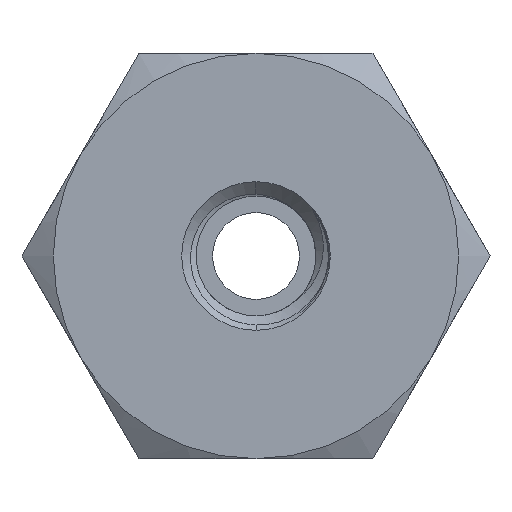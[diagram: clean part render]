
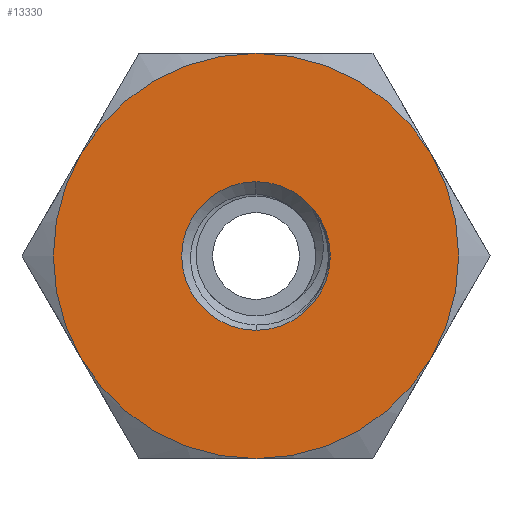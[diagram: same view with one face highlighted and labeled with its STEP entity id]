
A CAD part, front view. The second image highlights one B-rep face of the part: STEP entity #13330.
In plain terms, the highlighted planar face has unit normal (0, -1, 0).
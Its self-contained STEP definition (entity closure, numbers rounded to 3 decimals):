
#5 = CARTESIAN_POINT ( 'NONE',  ( 0., -11.22, -2.567 ) ) ;
#244 = ORIENTED_EDGE ( 'NONE', *, *, #303, .F. ) ;
#303 = EDGE_CURVE ( 'NONE', #21415, #16687, #13060, .T. ) ;
#444 = FACE_OUTER_BOUND ( 'NONE', #932, .T. ) ;
#804 = DIRECTION ( 'NONE',  ( 0., 1., 0. ) ) ;
#932 = EDGE_LOOP ( 'NONE', ( #17886, #11128, #244, #22333, #22300, #9976 ) ) ;
#1569 = CARTESIAN_POINT ( 'NONE',  ( 6.062, -11.22, -3.5 ) ) ;
#1572 = CARTESIAN_POINT ( 'NONE',  ( 0., -11.22, 0. ) ) ;
#1695 = AXIS2_PLACEMENT_3D ( 'NONE', #1572, #14743, #3466 ) ;
#1783 = DIRECTION ( 'NONE',  ( 0., 1., 0. ) ) ;
#2075 = EDGE_LOOP ( 'NONE', ( #11964, #19258 ) ) ;
#2915 = DIRECTION ( 'NONE',  ( 0., 1., 0. ) ) ;
#2962 = AXIS2_PLACEMENT_3D ( 'NONE', #22303, #11091, #24189 ) ;
#3204 = DIRECTION ( 'NONE',  ( 0., 0., 1. ) ) ;
#3466 = DIRECTION ( 'NONE',  ( 0., 0., -1. ) ) ;
#4161 = CARTESIAN_POINT ( 'NONE',  ( 0., -11.22, -7. ) ) ;
#4285 = EDGE_CURVE ( 'NONE', #16918, #10630, #22835, .T. ) ;
#4559 = VERTEX_POINT ( 'NONE', #6273 ) ;
#4797 = EDGE_CURVE ( 'NONE', #10630, #16918, #23367, .T. ) ;
#5078 = CARTESIAN_POINT ( 'NONE',  ( 0., -11.22, 0. ) ) ;
#5091 = DIRECTION ( 'NONE',  ( 0., 1., 0. ) ) ;
#5109 = CARTESIAN_POINT ( 'NONE',  ( 0., -11.22, 0. ) ) ;
#5524 = EDGE_CURVE ( 'NONE', #11375, #15961, #15197, .T. ) ;
#5677 = AXIS2_PLACEMENT_3D ( 'NONE', #12073, #804, #13977 ) ;
#6273 = CARTESIAN_POINT ( 'NONE',  ( 6.062, -11.22, 3.5 ) ) ;
#6992 = DIRECTION ( 'NONE',  ( 0., 0., 1. ) ) ;
#7424 = CARTESIAN_POINT ( 'NONE',  ( 0., -11.22, 0. ) ) ;
#7527 = CIRCLE ( 'NONE', #17329, 7. ) ;
#8779 = CIRCLE ( 'NONE', #5677, 7. ) ;
#9275 = DIRECTION ( 'NONE',  ( 0., 0., 1. ) ) ;
#9976 = ORIENTED_EDGE ( 'NONE', *, *, #20917, .F. ) ;
#10504 = EDGE_CURVE ( 'NONE', #16687, #10997, #16210, .T. ) ;
#10617 = AXIS2_PLACEMENT_3D ( 'NONE', #7424, #20508, #9275 ) ;
#10630 = VERTEX_POINT ( 'NONE', #5 ) ;
#10997 = VERTEX_POINT ( 'NONE', #23657 ) ;
#11037 = CARTESIAN_POINT ( 'NONE',  ( -6.062, -11.22, 3.5 ) ) ;
#11091 = DIRECTION ( 'NONE',  ( 0., 1., 0. ) ) ;
#11128 = ORIENTED_EDGE ( 'NONE', *, *, #10504, .F. ) ;
#11242 = AXIS2_PLACEMENT_3D ( 'NONE', #5109, #18225, #6992 ) ;
#11375 = VERTEX_POINT ( 'NONE', #4161 ) ;
#11964 = ORIENTED_EDGE ( 'NONE', *, *, #4797, .T. ) ;
#11998 = EDGE_CURVE ( 'NONE', #10997, #4559, #20752, .T. ) ;
#12073 = CARTESIAN_POINT ( 'NONE',  ( 0., -11.22, 0. ) ) ;
#13055 = CARTESIAN_POINT ( 'NONE',  ( 0., -11.22, 0. ) ) ;
#13060 = CIRCLE ( 'NONE', #15150, 7. ) ;
#13330 = ADVANCED_FACE ( 'NONE', ( #20408, #444 ), #23661, .F. ) ;
#13977 = DIRECTION ( 'NONE',  ( 0., 0., 1. ) ) ;
#14149 = CARTESIAN_POINT ( 'NONE',  ( -6.062, -11.22, -3.5 ) ) ;
#14176 = CARTESIAN_POINT ( 'NONE',  ( 0., -11.22, 0. ) ) ;
#14526 = EDGE_CURVE ( 'NONE', #11375, #21415, #8779, .T. ) ;
#14743 = DIRECTION ( 'NONE',  ( 0., -1., 0. ) ) ;
#14955 = DIRECTION ( 'NONE',  ( 0., 0., 1. ) ) ;
#15150 = AXIS2_PLACEMENT_3D ( 'NONE', #5078, #16339, #3204 ) ;
#15197 = CIRCLE ( 'NONE', #1695, 7. ) ;
#15961 = VERTEX_POINT ( 'NONE', #1569 ) ;
#16050 = DIRECTION ( 'NONE',  ( 0., 0., 1. ) ) ;
#16210 = CIRCLE ( 'NONE', #11242, 7. ) ;
#16339 = DIRECTION ( 'NONE',  ( 0., 1., 0. ) ) ;
#16354 = CARTESIAN_POINT ( 'NONE',  ( 0., -11.22, 0. ) ) ;
#16687 = VERTEX_POINT ( 'NONE', #11037 ) ;
#16918 = VERTEX_POINT ( 'NONE', #17343 ) ;
#17084 = AXIS2_PLACEMENT_3D ( 'NONE', #13055, #1783, #14955 ) ;
#17329 = AXIS2_PLACEMENT_3D ( 'NONE', #14176, #2915, #16050 ) ;
#17343 = CARTESIAN_POINT ( 'NONE',  ( 0., -11.22, 2.567 ) ) ;
#17886 = ORIENTED_EDGE ( 'NONE', *, *, #11998, .F. ) ;
#18205 = DIRECTION ( 'NONE',  ( 0., 0., 1. ) ) ;
#18225 = DIRECTION ( 'NONE',  ( 0., 1., 0. ) ) ;
#19258 = ORIENTED_EDGE ( 'NONE', *, *, #4285, .T. ) ;
#20408 = FACE_BOUND ( 'NONE', #2075, .T. ) ;
#20508 = DIRECTION ( 'NONE',  ( 0., 1., 0. ) ) ;
#20752 = CIRCLE ( 'NONE', #2962, 7. ) ;
#20917 = EDGE_CURVE ( 'NONE', #4559, #15961, #7527, .T. ) ;
#21415 = VERTEX_POINT ( 'NONE', #14149 ) ;
#22300 = ORIENTED_EDGE ( 'NONE', *, *, #5524, .T. ) ;
#22303 = CARTESIAN_POINT ( 'NONE',  ( 0., -11.22, 0. ) ) ;
#22333 = ORIENTED_EDGE ( 'NONE', *, *, #14526, .F. ) ;
#22835 = CIRCLE ( 'NONE', #17084, 2.567 ) ;
#23367 = CIRCLE ( 'NONE', #10617, 2.567 ) ;
#23657 = CARTESIAN_POINT ( 'NONE',  ( 0., -11.22, 7. ) ) ;
#23661 = PLANE ( 'NONE',  #24012 ) ;
#24012 = AXIS2_PLACEMENT_3D ( 'NONE', #16354, #5091, #18205 ) ;
#24189 = DIRECTION ( 'NONE',  ( 0., 0., 1. ) ) ;
